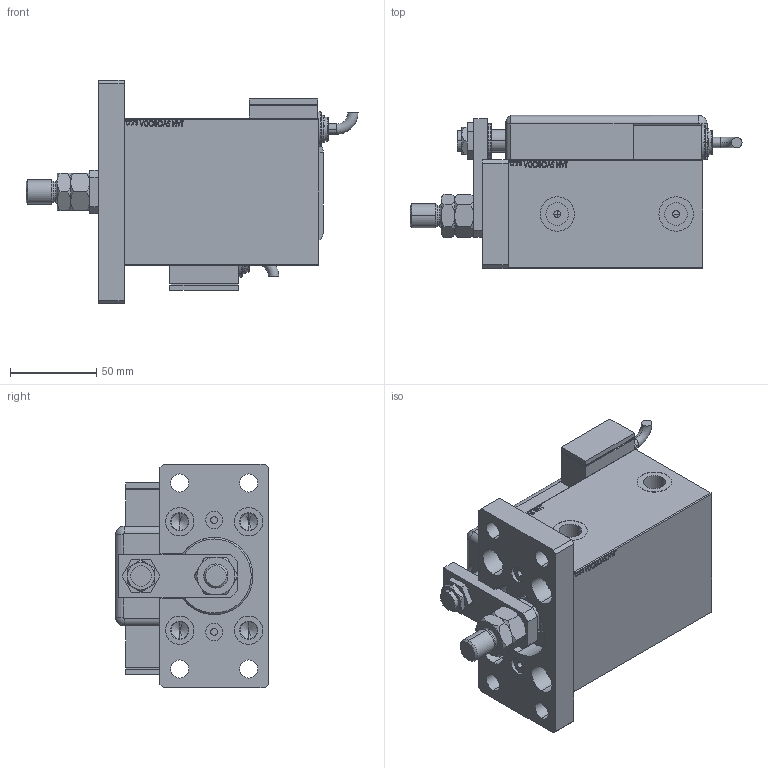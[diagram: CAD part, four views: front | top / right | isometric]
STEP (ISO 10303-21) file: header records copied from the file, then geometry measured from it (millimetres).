
FILE_DESCRIPTION (( 'STEP AP203' ), '1' );
FILE_NAME ('b2d7.STEP', '2021-03-18T16:08:38', ( '' ), ( '' ), 'SwSTEP 2.0', 'SolidWorks 2019', '' );
FILE_SCHEMA (( 'CONFIG_CONTROL_DESIGN' ));
Length unit declared in the file: millimetre
Products named in the file (15): SWITCH Q ee3fce45b87863ba404f489e5356bfe9; TYC ee3fce45b87863ba404f489e5356bfe9; SWITCH DIM A_G ee3fce45b87863ba404f489e5356bfe9; MAGNETIC SWITCH Q ee3fce45b87863ba404f489e5356bfe9; NUT_D13 ee3fce45b87863ba404f489e5356bfe9; b2d7; SWITCH_Q_FRONT_BACK ee3fce45b87863ba404f489e5356bfe9; V450CM_B ee3fce45b87863ba404f489e5356bfe9; ZARAZKA_Q ee3fce45b87863ba404f489e5356bfe9; KRYT ee3fce45b87863ba404f489e5356bfe9; FLANGE ee3fce45b87863ba404f489e5356bfe9; V450CM_VC_B ee3fce45b87863ba404f489e5356bfe9; V450CM_B_VCP ee3fce45b87863ba404f489e5356bfe9; Q_T_W_MTA ee3fce45b87863ba404f489e5356bfe9; NUT_D19 ee3fce45b87863ba404f489e5356bfe9
Assembly tree (15 placements, depth 3):
  b2d7
    V450CM_B ee3fce45b87863ba404f489e5356bfe9
    V450CM_B_VCP ee3fce45b87863ba404f489e5356bfe9
    V450CM_VC_B ee3fce45b87863ba404f489e5356bfe9
    MAGNETIC SWITCH Q ee3fce45b87863ba404f489e5356bfe9
      SWITCH_Q_FRONT_BACK ee3fce45b87863ba404f489e5356bfe9
      TYC ee3fce45b87863ba404f489e5356bfe9
      ZARAZKA_Q ee3fce45b87863ba404f489e5356bfe9
      SWITCH DIM A_G ee3fce45b87863ba404f489e5356bfe9
      NUT_D19 ee3fce45b87863ba404f489e5356bfe9
      NUT_D13 ee3fce45b87863ba404f489e5356bfe9
      KRYT ee3fce45b87863ba404f489e5356bfe9
      SWITCH Q ee3fce45b87863ba404f489e5356bfe9  x2
    FLANGE ee3fce45b87863ba404f489e5356bfe9
    Q_T_W_MTA ee3fce45b87863ba404f489e5356bfe9
Bounding box: 192.76 x 88.8 x 130 mm (x, y, z)
Volume: 781487.1 mm3; surface area: 170189.9 mm2
Topology: 15 solids, 15 shells, 1381 faces, 3484 edges, 2269 vertices
Faces by surface type: plane 645, bspline 471, cylinder 157, cone 82, torus 24, sphere 2
Entity records: 64087 total; most frequent: CARTESIAN_POINT 33258, ORIENTED_EDGE 6740, DIRECTION 4516, EDGE_CURVE 3370, VERTEX_POINT 2209, VECTOR 1954, LINE 1954, EDGE_LOOP 1539
